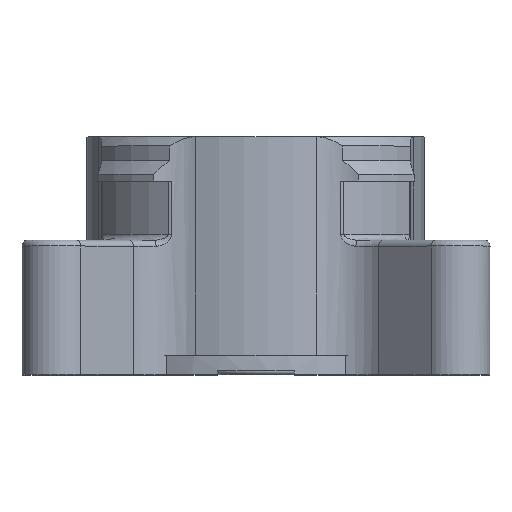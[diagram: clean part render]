
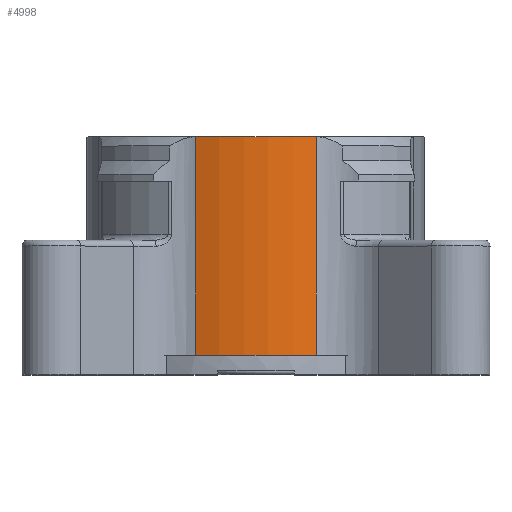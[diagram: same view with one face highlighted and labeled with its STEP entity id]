
A CAD part, top view. The second image highlights one B-rep face of the part: STEP entity #4998.
In plain terms, the highlighted cylindrical face has radius 2.204 mm (diameter 4.409 mm), a partial arc.
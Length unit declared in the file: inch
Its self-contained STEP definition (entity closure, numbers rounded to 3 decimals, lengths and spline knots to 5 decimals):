
#66 = EDGE_CURVE ( 'NONE', #222, #78, #3300, .T. ) ;
#77 = ORIENTED_EDGE ( 'NONE', *, *, #3044, .T. ) ;
#78 = VERTEX_POINT ( 'NONE', #4081 ) ;
#101 = CARTESIAN_POINT ( 'NONE',  ( -0.03097, -0.06795, 0.08107 ) ) ;
#222 = VERTEX_POINT ( 'NONE', #2653 ) ;
#393 = FACE_OUTER_BOUND ( 'NONE', #2728, .T. ) ;
#507 = EDGE_CURVE ( 'NONE', #4291, #78, #3559, .T. ) ;
#630 = DIRECTION ( 'NONE',  ( 0., 1., 0. ) ) ;
#1295 = ORIENTED_EDGE ( 'NONE', *, *, #507, .F. ) ;
#1783 = CARTESIAN_POINT ( 'NONE',  ( 0., 0.01, 0. ) ) ;
#2014 = VERTEX_POINT ( 'NONE', #4355 ) ;
#2021 = DIRECTION ( 'NONE',  ( 0., -1., 0. ) ) ;
#2026 = DIRECTION ( 'NONE',  ( 0., 1., 0. ) ) ;
#2349 = AXIS2_PLACEMENT_3D ( 'NONE', #1783, #2021, #4503 ) ;
#2409 = AXIS2_PLACEMENT_3D ( 'NONE', #2485, #2026, #2865 ) ;
#2478 = EDGE_CURVE ( 'NONE', #4291, #2014, #4678, .T. ) ;
#2485 = CARTESIAN_POINT ( 'NONE',  ( 0., -0.06795, 0. ) ) ;
#2489 = DIRECTION ( 'NONE',  ( 0., -1., 0. ) ) ;
#2653 = CARTESIAN_POINT ( 'NONE',  ( -0.03097, 0.12205, 0.08107 ) ) ;
#2728 = EDGE_LOOP ( 'NONE', ( #1295, #2954, #77, #3170 ) ) ;
#2865 = DIRECTION ( 'NONE',  ( -1., 0., 0. ) ) ;
#2954 = ORIENTED_EDGE ( 'NONE', *, *, #2478, .T. ) ;
#2969 = AXIS2_PLACEMENT_3D ( 'NONE', #4153, #4899, #3345 ) ;
#3044 = EDGE_CURVE ( 'NONE', #2014, #222, #3398, .T. ) ;
#3170 = ORIENTED_EDGE ( 'NONE', *, *, #66, .T. ) ;
#3268 = CYLINDRICAL_SURFACE ( 'NONE', #2409, 0.08678 ) ;
#3300 = LINE ( 'NONE', #101, #4042 ) ;
#3319 = CARTESIAN_POINT ( 'NONE',  ( 0.03097, 0.01, 0.08107 ) ) ;
#3345 = DIRECTION ( 'NONE',  ( 1., 0., 0. ) ) ;
#3398 = CIRCLE ( 'NONE', #2969, 0.08678 ) ;
#3559 = CIRCLE ( 'NONE', #2349, 0.08678 ) ;
#3822 = CARTESIAN_POINT ( 'NONE',  ( 0.03097, -0.06795, 0.08107 ) ) ;
#4042 = VECTOR ( 'NONE', #2489, 39.37008 ) ;
#4081 = CARTESIAN_POINT ( 'NONE',  ( -0.03097, 0.01, 0.08107 ) ) ;
#4153 = CARTESIAN_POINT ( 'NONE',  ( 0., 0.12205, 0. ) ) ;
#4291 = VERTEX_POINT ( 'NONE', #3319 ) ;
#4355 = CARTESIAN_POINT ( 'NONE',  ( 0.03097, 0.12205, 0.08107 ) ) ;
#4503 = DIRECTION ( 'NONE',  ( 1., 0., 0. ) ) ;
#4678 = LINE ( 'NONE', #3822, #4701 ) ;
#4701 = VECTOR ( 'NONE', #630, 39.37008 ) ;
#4899 = DIRECTION ( 'NONE',  ( 0., -1., 0. ) ) ;
#4998 = ADVANCED_FACE ( 'NONE', ( #393 ), #3268, .T. ) ;
